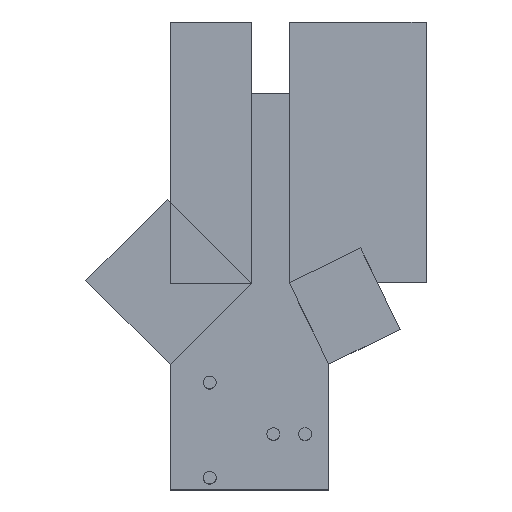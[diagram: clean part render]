
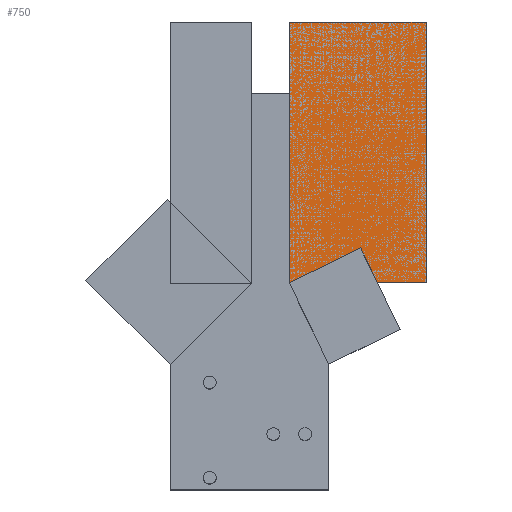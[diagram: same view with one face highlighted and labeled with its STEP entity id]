
A CAD part, top view. The second image highlights one B-rep face of the part: STEP entity #750.
In plain terms, the highlighted planar face has unit normal (0, 0, 1).
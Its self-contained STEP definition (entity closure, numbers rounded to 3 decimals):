
#436 = VERTEX_POINT('',#437);
#437 = CARTESIAN_POINT('',(0.,0.,12.2));
#444 = PLANE('',#445);
#445 = AXIS2_PLACEMENT_3D('',#446,#447,#448);
#446 = CARTESIAN_POINT('',(0.,0.,0.));
#447 = DIRECTION('',(1.,0.,-0.));
#448 = DIRECTION('',(0.,0.,1.));
#456 = PLANE('',#457);
#457 = AXIS2_PLACEMENT_3D('',#458,#459,#460);
#458 = CARTESIAN_POINT('',(0.,0.,0.));
#459 = DIRECTION('',(-0.,1.,0.));
#460 = DIRECTION('',(0.,0.,1.));
#497 = VERTEX_POINT('',#498);
#498 = CARTESIAN_POINT('',(0.,65.715,12.2));
#512 = PLANE('',#513);
#513 = AXIS2_PLACEMENT_3D('',#514,#515,#516);
#514 = CARTESIAN_POINT('',(0.,65.715,0.));
#515 = DIRECTION('',(-0.,1.,0.));
#516 = DIRECTION('',(0.,0.,1.));
#524 = EDGE_CURVE('',#436,#497,#525,.T.);
#525 = SURFACE_CURVE('',#526,(#530,#537),.PCURVE_S1.);
#526 = LINE('',#527,#528);
#527 = CARTESIAN_POINT('',(0.,0.,12.2));
#528 = VECTOR('',#529,1.);
#529 = DIRECTION('',(-0.,1.,0.));
#530 = PCURVE('',#444,#531);
#531 = DEFINITIONAL_REPRESENTATION('',(#532),#536);
#532 = LINE('',#533,#534);
#533 = CARTESIAN_POINT('',(12.2,0.));
#534 = VECTOR('',#535,1.);
#535 = DIRECTION('',(0.,-1.));
#536 = ( GEOMETRIC_REPRESENTATION_CONTEXT(2) 
PARAMETRIC_REPRESENTATION_CONTEXT() REPRESENTATION_CONTEXT('2D SPACE',''
  ) );
#537 = PCURVE('',#538,#543);
#538 = PLANE('',#539);
#539 = AXIS2_PLACEMENT_3D('',#540,#541,#542);
#540 = CARTESIAN_POINT('',(0.,0.,12.2));
#541 = DIRECTION('',(0.,0.,1.));
#542 = DIRECTION('',(1.,0.,-0.));
#543 = DEFINITIONAL_REPRESENTATION('',(#544),#548);
#544 = LINE('',#545,#546);
#545 = CARTESIAN_POINT('',(0.,0.));
#546 = VECTOR('',#547,1.);
#547 = DIRECTION('',(0.,1.));
#548 = ( GEOMETRIC_REPRESENTATION_CONTEXT(2) 
PARAMETRIC_REPRESENTATION_CONTEXT() REPRESENTATION_CONTEXT('2D SPACE',''
  ) );
#556 = VERTEX_POINT('',#557);
#557 = CARTESIAN_POINT('',(34.5,0.,12.2));
#564 = PLANE('',#565);
#565 = AXIS2_PLACEMENT_3D('',#566,#567,#568);
#566 = CARTESIAN_POINT('',(34.5,0.,0.));
#567 = DIRECTION('',(1.,0.,-0.));
#568 = DIRECTION('',(0.,0.,1.));
#607 = VERTEX_POINT('',#608);
#608 = CARTESIAN_POINT('',(34.5,65.715,12.2));
#629 = EDGE_CURVE('',#556,#607,#630,.T.);
#630 = SURFACE_CURVE('',#631,(#635,#642),.PCURVE_S1.);
#631 = LINE('',#632,#633);
#632 = CARTESIAN_POINT('',(34.5,0.,12.2));
#633 = VECTOR('',#634,1.);
#634 = DIRECTION('',(-0.,1.,0.));
#635 = PCURVE('',#564,#636);
#636 = DEFINITIONAL_REPRESENTATION('',(#637),#641);
#637 = LINE('',#638,#639);
#638 = CARTESIAN_POINT('',(12.2,0.));
#639 = VECTOR('',#640,1.);
#640 = DIRECTION('',(0.,-1.));
#641 = ( GEOMETRIC_REPRESENTATION_CONTEXT(2) 
PARAMETRIC_REPRESENTATION_CONTEXT() REPRESENTATION_CONTEXT('2D SPACE',''
  ) );
#642 = PCURVE('',#538,#643);
#643 = DEFINITIONAL_REPRESENTATION('',(#644),#648);
#644 = LINE('',#645,#646);
#645 = CARTESIAN_POINT('',(34.5,0.));
#646 = VECTOR('',#647,1.);
#647 = DIRECTION('',(0.,1.));
#648 = ( GEOMETRIC_REPRESENTATION_CONTEXT(2) 
PARAMETRIC_REPRESENTATION_CONTEXT() REPRESENTATION_CONTEXT('2D SPACE',''
  ) );
#675 = EDGE_CURVE('',#436,#556,#676,.T.);
#676 = SURFACE_CURVE('',#677,(#681,#688),.PCURVE_S1.);
#677 = LINE('',#678,#679);
#678 = CARTESIAN_POINT('',(0.,0.,12.2));
#679 = VECTOR('',#680,1.);
#680 = DIRECTION('',(1.,0.,-0.));
#681 = PCURVE('',#456,#682);
#682 = DEFINITIONAL_REPRESENTATION('',(#683),#687);
#683 = LINE('',#684,#685);
#684 = CARTESIAN_POINT('',(12.2,0.));
#685 = VECTOR('',#686,1.);
#686 = DIRECTION('',(0.,1.));
#687 = ( GEOMETRIC_REPRESENTATION_CONTEXT(2) 
PARAMETRIC_REPRESENTATION_CONTEXT() REPRESENTATION_CONTEXT('2D SPACE',''
  ) );
#688 = PCURVE('',#538,#689);
#689 = DEFINITIONAL_REPRESENTATION('',(#690),#694);
#690 = LINE('',#691,#692);
#691 = CARTESIAN_POINT('',(0.,0.));
#692 = VECTOR('',#693,1.);
#693 = DIRECTION('',(1.,0.));
#694 = ( GEOMETRIC_REPRESENTATION_CONTEXT(2) 
PARAMETRIC_REPRESENTATION_CONTEXT() REPRESENTATION_CONTEXT('2D SPACE',''
  ) );
#722 = EDGE_CURVE('',#497,#607,#723,.T.);
#723 = SURFACE_CURVE('',#724,(#728,#735),.PCURVE_S1.);
#724 = LINE('',#725,#726);
#725 = CARTESIAN_POINT('',(0.,65.715,12.2));
#726 = VECTOR('',#727,1.);
#727 = DIRECTION('',(1.,0.,-0.));
#728 = PCURVE('',#512,#729);
#729 = DEFINITIONAL_REPRESENTATION('',(#730),#734);
#730 = LINE('',#731,#732);
#731 = CARTESIAN_POINT('',(12.2,0.));
#732 = VECTOR('',#733,1.);
#733 = DIRECTION('',(0.,1.));
#734 = ( GEOMETRIC_REPRESENTATION_CONTEXT(2) 
PARAMETRIC_REPRESENTATION_CONTEXT() REPRESENTATION_CONTEXT('2D SPACE',''
  ) );
#735 = PCURVE('',#538,#736);
#736 = DEFINITIONAL_REPRESENTATION('',(#737),#741);
#737 = LINE('',#738,#739);
#738 = CARTESIAN_POINT('',(0.,65.715));
#739 = VECTOR('',#740,1.);
#740 = DIRECTION('',(1.,0.));
#741 = ( GEOMETRIC_REPRESENTATION_CONTEXT(2) 
PARAMETRIC_REPRESENTATION_CONTEXT() REPRESENTATION_CONTEXT('2D SPACE',''
  ) );
#750 = ADVANCED_FACE('',(#751),#538,.T.);
#751 = FACE_BOUND('',#752,.T.);
#752 = EDGE_LOOP('',(#753,#754,#755,#756));
#753 = ORIENTED_EDGE('',*,*,#524,.F.);
#754 = ORIENTED_EDGE('',*,*,#675,.T.);
#755 = ORIENTED_EDGE('',*,*,#629,.T.);
#756 = ORIENTED_EDGE('',*,*,#722,.F.);
